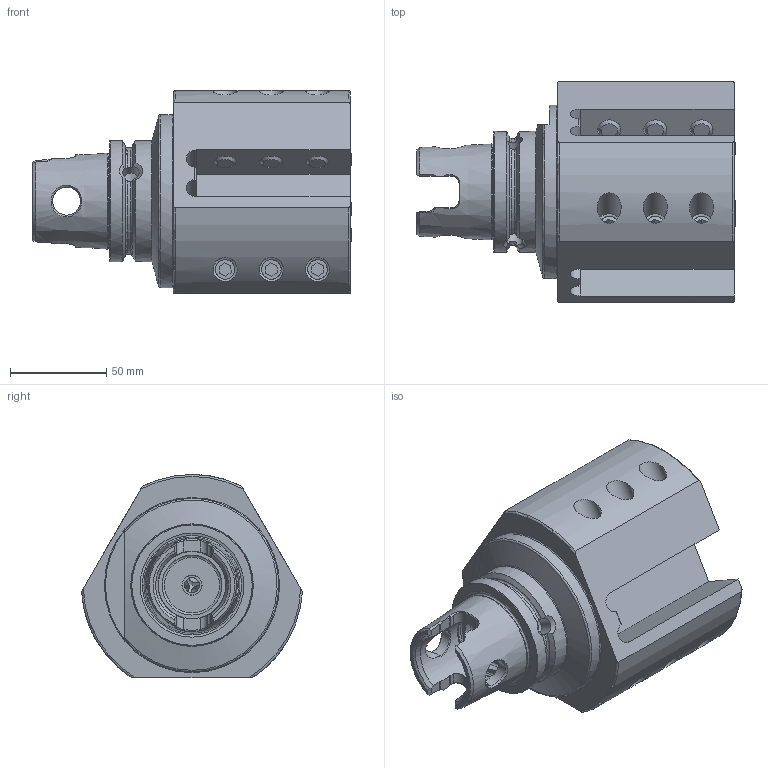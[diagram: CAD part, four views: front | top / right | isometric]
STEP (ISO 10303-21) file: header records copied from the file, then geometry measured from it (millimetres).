
FILE_DESCRIPTION (( 'STEP AP214' ), '1' );
FILE_NAME ('KY6.V25.L31.125.STEP', '2022-04-07T11:28:50', ( '' ), ( '' ), 'SwSTEP 2.0', 'SolidWorks 2017', '' );
FILE_SCHEMA (( 'AUTOMOTIVE_DESIGN' ));
Length unit declared in the file: millimetre
Products named in the file (7): ISO 4026 - M12 x 25; KY6-V25.L31.125_C; KU1-U12.003.010_B; KY6.V25.L31.125; DIN 3771 - 8x1.5; KU1-U12.002.010_A; KU1-U12.002.010
Assembly tree (16 placements, depth 3):
  KY6.V25.L31.125
    KY6-V25.L31.125_C
    ISO 4026 - M12 x 25  x9
    KU1-U12.002.010  x3
      KU1-U12.003.010_B
      KU1-U12.002.010_A
      DIN 3771 - 8x1.5
Bounding box: 165.43 x 114.8 x 105.5 mm (x, y, z)
Volume: 798243.1 mm3; surface area: 110102.3 mm2
Topology: 19 solids, 19 shells, 440 faces, 1127 edges, 718 vertices
Faces by surface type: plane 188, cone 104, cylinder 95, bspline 24, torus 23, sphere 6
Full cylindrical faces by diameter (mm): 5 x3, 6 x3, 6.3 x1, 7.475 x2, 8 x1, 8.475 x1, 10 x4, 10.2 x9, 11 x3, 11.5 x1, 12 x12, 12.5 x9, 14.5 x2, 31.1 x1, 35.275 x1, 36.5 x1, 62.95 x2, 90 x1
Entity records: 11688 total; most frequent: CARTESIAN_POINT 5514, ORIENTED_EDGE 1156, DIRECTION 1076, EDGE_CURVE 578, AXIS2_PLACEMENT_3D 455, VERTEX_POINT 414, EDGE_LOOP 386, FACE_OUTER_BOUND 317
